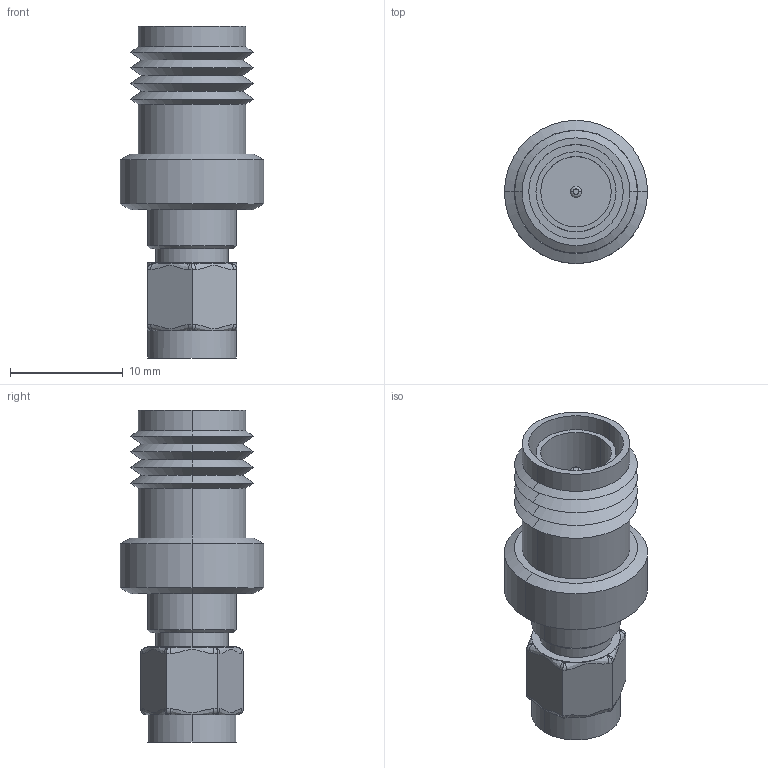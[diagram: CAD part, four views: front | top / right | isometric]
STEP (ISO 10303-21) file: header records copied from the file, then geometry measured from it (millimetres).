
FILE_DESCRIPTION (( 'STEP AP214' ), '1' );
FILE_NAME ('SM5809_3D.STEP', '2021-10-01T16:25:29', ( '' ), ( '' ), 'SwSTEP 2.0', 'SolidWorks 2021', '' );
FILE_SCHEMA (( 'AUTOMOTIVE_DESIGN' ));
Length unit declared in the file: inch
Products named in the file (4): SM5809-MA3; SM5809-MA2; SM5809-ma4; SM5809_3D
Assembly tree (3 placements, depth 2):
  SM5809_3D
    SM5809-MA2
    SM5809-MA3
    SM5809-ma4
Bounding box: 12.7 x 12.7 x 29.44 mm (x, y, z)
Volume: 1520 mm3; surface area: 2334.5 mm2
Topology: 3 solids, 3 shells, 159 faces, 354 edges, 214 vertices
Faces by surface type: cylinder 66, plane 49, cone 30, bspline 12, torus 2
Entity records: 5777 total; most frequent: CARTESIAN_POINT 1741, DIRECTION 784, ORIENTED_EDGE 708, EDGE_CURVE 354, AXIS2_PLACEMENT_3D 321, VERTEX_POINT 214, EDGE_LOOP 174, CIRCLE 168
